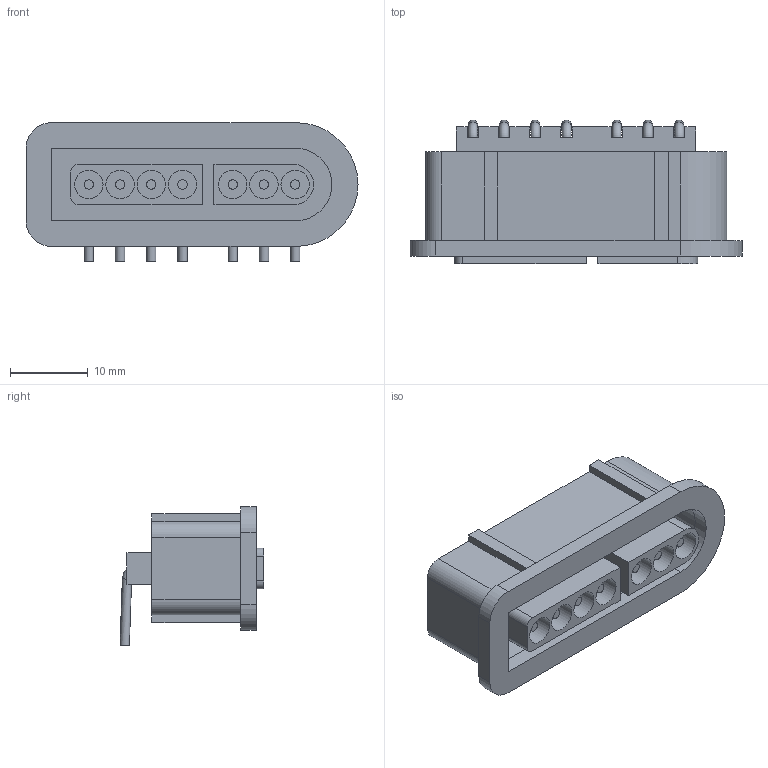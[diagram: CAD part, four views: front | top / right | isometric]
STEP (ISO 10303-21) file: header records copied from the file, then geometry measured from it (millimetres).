
FILE_DESCRIPTION(('FreeCAD Model'),'2;1');
FILE_NAME('SNES_port2.step' ,'2021-02-28T23:10:42',('Author'),(''), 'Open CASCADE STEP processor 7.3','FreeCAD','Unknown');
FILE_SCHEMA(('AUTOMOTIVE_DESIGN { 1 0 10303 214 1 1 1 1 }'));
Length unit declared in the file: millimetre
Products named in the file (2): Cut_Plastic; Fusion_Pins
Bounding box: 42.65 x 18.5 x 17.82 mm (x, y, z)
Volume: 4166.6 mm3; surface area: 6735.9 mm2
Topology: 8 solids, 8 shells, 141 faces, 335 edges, 222 vertices
Faces by surface type: plane 95, cylinder 39, torus 7
Full cylindrical faces by diameter (mm): 1.2 x21, 3.65 x7
Entity records: 8859 total; most frequent: CARTESIAN_POINT 1736, DIRECTION 1300, LINE 814, VECTOR 814, ORIENTED_EDGE 670, PCURVE 670, DEFINITIONAL_REPRESENTATION 670, EDGE_CURVE 335
